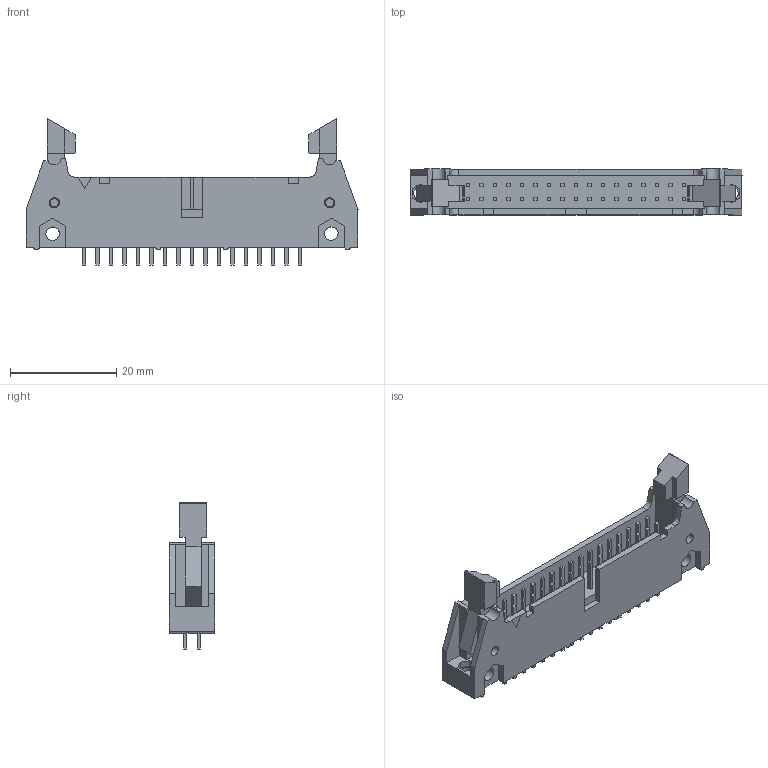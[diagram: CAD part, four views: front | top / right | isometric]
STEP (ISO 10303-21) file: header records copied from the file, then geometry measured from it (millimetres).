
FILE_DESCRIPTION(/* description */ (''),/* implementation_level */ '2;1');
FILE_NAME(/* name */ '3M_N3431-6202RB_a.stp',/* time_stamp */ '2015-12-09T14:47:50+01:00',/* author */ ('riccim'),/* organization */ (''),/* preprocessor_version */ 'ST-DEVELOPER v15.5',/* originating_system */ 'AutoCAD Mechanical',/* authorisation */ '');
FILE_SCHEMA (('AUTOMOTIVE_DESIGN { 1 0 10303 214 3 1 1 }'));
Length unit declared in the file: millimetre
Products named in the file (1): Product
Bounding box: 62.48 x 8.64 x 27.48 mm (x, y, z)
Volume: 4706.5 mm3; surface area: 5906.8 mm2
Topology: 71 solids, 71 shells, 577 faces, 1299 edges, 864 vertices
Faces by surface type: plane 543, cylinder 34
Full cylindrical faces by diameter (mm): 1.575 x2, 1.905 x2, 2.54 x4
Entity records: 17056 total; most frequent: CARTESIAN_POINT 4778, ORIENTED_EDGE 2582, DIRECTION 2120, EDGE_CURVE 1291, LINE 908, VECTOR 908, VERTEX_POINT 864, AXIS2_PLACEMENT_3D 606
